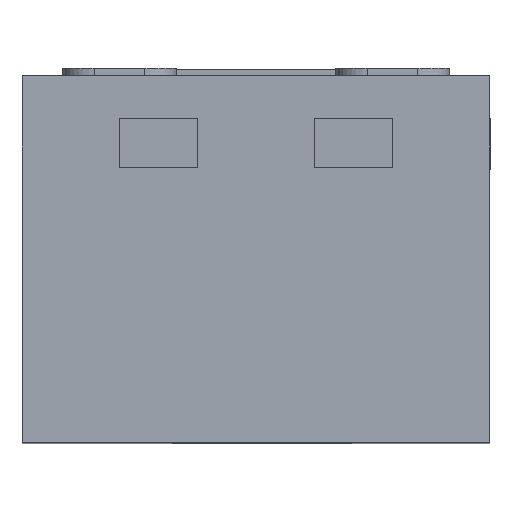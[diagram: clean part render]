
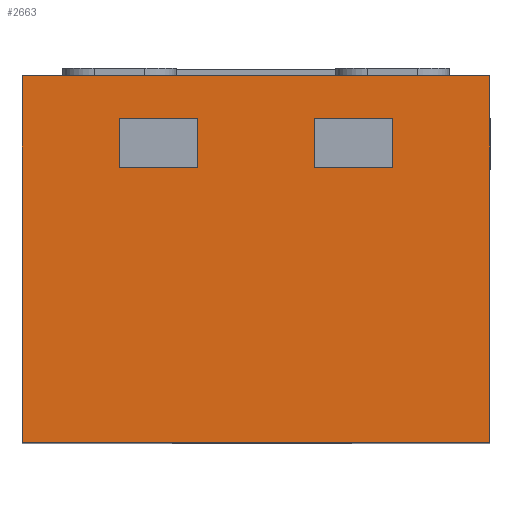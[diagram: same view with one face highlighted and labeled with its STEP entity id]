
A CAD part, top view. The second image highlights one B-rep face of the part: STEP entity #2663.
In plain terms, the highlighted planar face has unit normal (0, 0, 1).
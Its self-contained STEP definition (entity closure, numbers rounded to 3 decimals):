
#2494=VERTEX_POINT('NONE',#2495);
#2495=CARTESIAN_POINT('',(0.0,0.0,0.0));
#2512=VERTEX_POINT('NONE',#2513);
#2513=CARTESIAN_POINT('',(0.599,0.0,0.0));
#2519=EDGE_CURVE('NONE',#2512,#2494,#2520,.F.);
#2520=LINE('',#2521,#2522);
#2521=CARTESIAN_POINT('',(0.0,0.0,0.0));
#2522=VECTOR('',#2523,1.0);
#2523=DIRECTION('',(1.0,0.0,0.0));
#2637=EDGE_CURVE('NONE',#2494,#2638,#2640,.F.);
#2638=VERTEX_POINT('NONE',#2639);
#2639=CARTESIAN_POINT('',(0.0,0.47,0.0));
#2640=LINE('',#2641,#2642);
#2641=CARTESIAN_POINT('',(0.0,0.47,0.0));
#2642=VECTOR('',#2643,1.0);
#2643=DIRECTION('',(0.0,-1.0,0.0));
#2663=ADVANCED_FACE('NONE',(#2664),#2682,.F.);
#2664=FACE_BOUND('NONE',#2665,.T.);
#2665=EDGE_LOOP('',(#2666,#2667,#2675,#2681));
#2666=ORIENTED_EDGE('',*,*,#2519,.F.);
#2667=ORIENTED_EDGE('',*,*,#2668,.T.);
#2668=EDGE_CURVE('NONE',#2512,#2669,#2671,.F.);
#2669=VERTEX_POINT('NONE',#2670);
#2670=CARTESIAN_POINT('',(0.599,0.47,0.0));
#2671=LINE('',#2672,#2673);
#2672=CARTESIAN_POINT('',(0.599,0.47,0.0));
#2673=VECTOR('',#2674,1.0);
#2674=DIRECTION('',(0.0,-1.0,0.0));
#2675=ORIENTED_EDGE('',*,*,#2676,.T.);
#2676=EDGE_CURVE('NONE',#2669,#2638,#2677,.F.);
#2677=LINE('',#2678,#2679);
#2678=CARTESIAN_POINT('',(0.0,0.47,0.0));
#2679=VECTOR('',#2680,1.0);
#2680=DIRECTION('',(1.0,0.0,0.0));
#2681=ORIENTED_EDGE('',*,*,#2637,.F.);
#2682=PLANE('',#2683);
#2683=AXIS2_PLACEMENT_3D('',#2684,#2685,#2686);
#2684=CARTESIAN_POINT('',(0.0,0.47,0.0));
#2685=DIRECTION('',(0.0,0.0,-1.0));
#2686=DIRECTION('',(-1.0,0.0,0.0));
